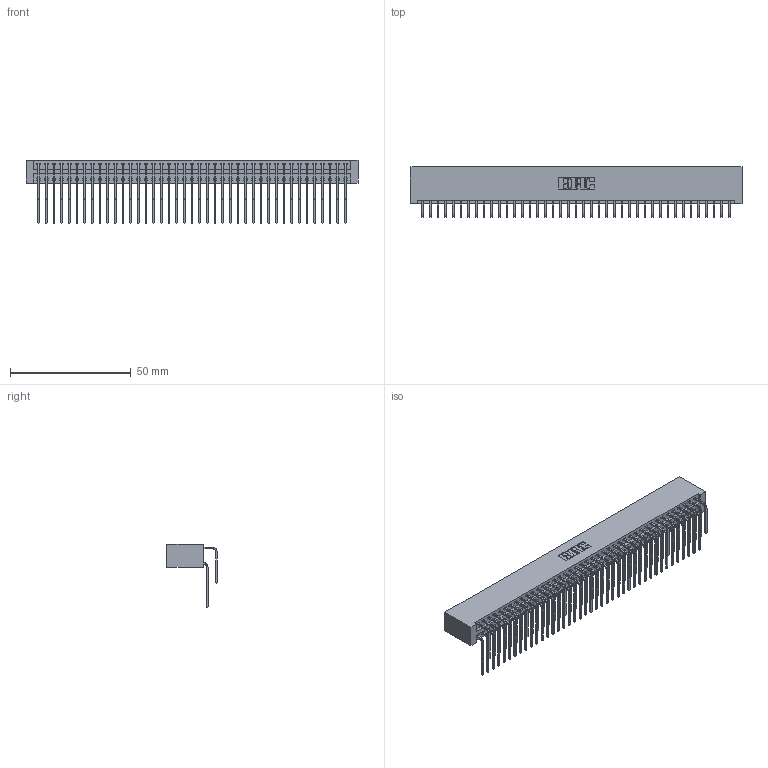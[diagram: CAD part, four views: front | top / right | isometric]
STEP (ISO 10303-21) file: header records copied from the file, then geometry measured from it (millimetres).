
FILE_DESCRIPTION (( 'STEP AP203' ), '1' );
FILE_NAME ('396-082-559-201.STEP', '2019-11-03T13:00:49', ( '' ), ( '' ), 'SwSTEP 2.0', 'SolidWorks 2016', '' );
FILE_SCHEMA (( 'CONFIG_CONTROL_DESIGN' ));
Length unit declared in the file: inch
Products named in the file (4): 345-292-001_559 Tail - 2; 346 Part_No Mounting Lugs; 345-292-001_558 559 Tail - 1; 396-082-559-201
Assembly tree (83 placements, depth 2):
  396-082-559-201
    346 Part_No Mounting Lugs
    345-292-001_558 559 Tail - 1  x41
    345-292-001_559 Tail - 2  x41
Bounding box: 137.41 x 20.89 x 26.16 mm (x, y, z)
Volume: 14438.1 mm3; surface area: 22263 mm2
Topology: 83 solids, 83 shells, 4542 faces, 13507 edges, 8894 vertices
Faces by surface type: plane 3106, cylinder 1436
Entity records: 28399 total; most frequent: CARTESIAN_POINT 4731, ORIENTED_EDGE 4614, DIRECTION 4187, EDGE_CURVE 2307, VECTOR 1979, LINE 1979, VERTEX_POINT 1534, AXIS2_PLACEMENT_3D 1104
